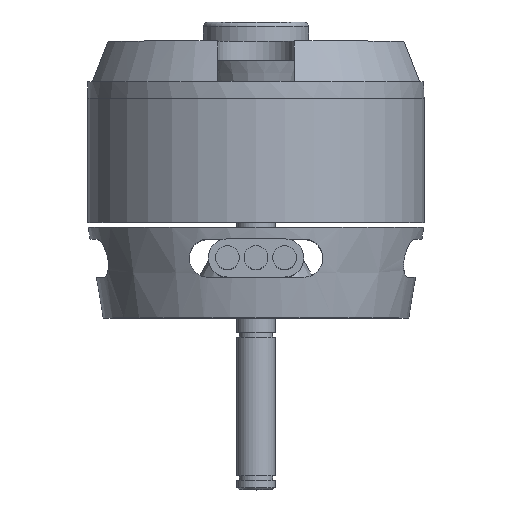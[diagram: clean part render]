
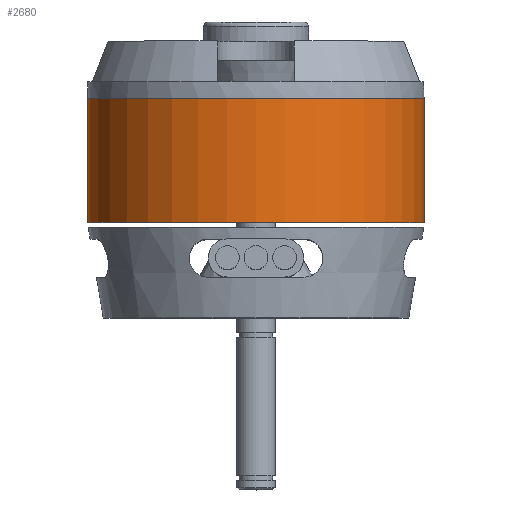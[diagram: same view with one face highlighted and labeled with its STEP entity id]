
A CAD part, top view. The second image highlights one B-rep face of the part: STEP entity #2680.
In plain terms, the highlighted cylindrical face has radius 17.625 mm (diameter 35.25 mm), a full revolution.
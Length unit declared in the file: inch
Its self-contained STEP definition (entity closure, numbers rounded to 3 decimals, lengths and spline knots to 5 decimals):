
#347=FACE_OUTER_BOUND('',#536,.T.);
#536=EDGE_LOOP('',(#2428,#2429,#2430,#2431));
#714=LINE('',#5207,#874);
#874=VECTOR('',#4019,0.6939);
#1061=CIRCLE('',#3206,0.6939);
#1062=CIRCLE('',#3207,0.6939);
#1315=VERTEX_POINT('',#5204);
#1316=VERTEX_POINT('',#5206);
#1690=EDGE_CURVE('',#1315,#1315,#1061,.T.);
#1691=EDGE_CURVE('',#1315,#1316,#714,.T.);
#1692=EDGE_CURVE('',#1316,#1316,#1062,.T.);
#2428=ORIENTED_EDGE('',*,*,#1690,.F.);
#2429=ORIENTED_EDGE('',*,*,#1691,.T.);
#2430=ORIENTED_EDGE('',*,*,#1692,.T.);
#2431=ORIENTED_EDGE('',*,*,#1691,.F.);
#2552=CYLINDRICAL_SURFACE('',#3205,0.6939);
#2680=ADVANCED_FACE('',(#347),#2552,.T.);
#3205=AXIS2_PLACEMENT_3D('',#5203,#4015,#4016);
#3206=AXIS2_PLACEMENT_3D('',#5205,#4017,#4018);
#3207=AXIS2_PLACEMENT_3D('',#5208,#4020,#4021);
#4015=DIRECTION('center_axis',(0.,1.,0.));
#4016=DIRECTION('ref_axis',(-1.,0.,0.));
#4017=DIRECTION('center_axis',(0.,1.,0.));
#4018=DIRECTION('ref_axis',(-1.,0.,0.));
#4019=DIRECTION('',(0.,-1.,0.));
#4020=DIRECTION('center_axis',(0.,1.,0.));
#4021=DIRECTION('ref_axis',(-1.,0.,0.));
#5203=CARTESIAN_POINT('Origin',(0.,0.,0.));
#5204=CARTESIAN_POINT('',(0.6939,0.51181,0.));
#5205=CARTESIAN_POINT('Origin',(0.,0.51181,0.));
#5206=CARTESIAN_POINT('',(0.6939,0.,0.));
#5207=CARTESIAN_POINT('',(0.6939,0.,0.));
#5208=CARTESIAN_POINT('Origin',(0.,0.,0.));
